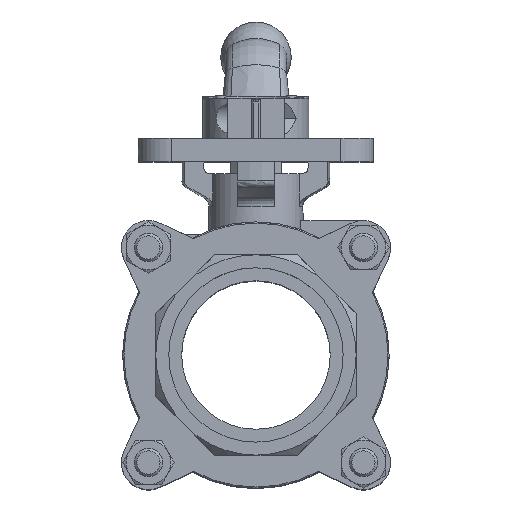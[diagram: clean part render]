
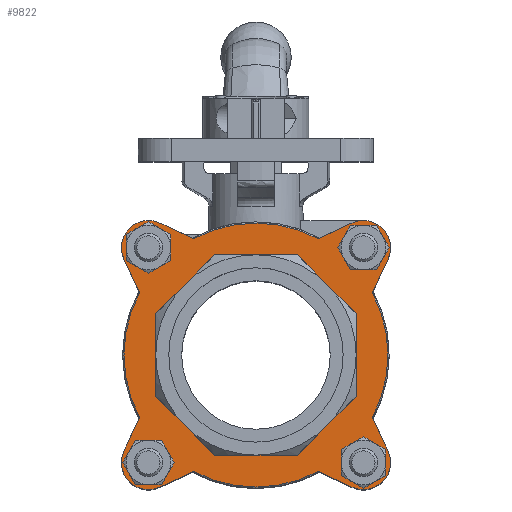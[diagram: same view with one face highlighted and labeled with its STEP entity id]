
A CAD part, top view. The second image highlights one B-rep face of the part: STEP entity #9822.
In plain terms, the highlighted face is planar.
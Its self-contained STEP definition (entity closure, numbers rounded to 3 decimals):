
#141=LINE('',#15189,#776);
#142=LINE('',#15192,#777);
#143=LINE('',#15194,#778);
#144=LINE('',#15196,#779);
#145=LINE('',#15198,#780);
#146=LINE('',#15200,#781);
#147=LINE('',#15202,#782);
#148=LINE('',#15204,#783);
#149=LINE('',#15205,#784);
#150=LINE('',#15210,#785);
#151=LINE('',#15214,#786);
#152=LINE('',#15218,#787);
#153=LINE('',#15222,#788);
#154=LINE('',#15226,#789);
#155=LINE('',#15230,#790);
#156=LINE('',#15234,#791);
#776=VECTOR('',#11881,1000.);
#777=VECTOR('',#11882,1000.);
#778=VECTOR('',#11883,1000.);
#779=VECTOR('',#11884,1000.);
#780=VECTOR('',#11885,1000.);
#781=VECTOR('',#11886,1000.);
#782=VECTOR('',#11887,1000.);
#783=VECTOR('',#11888,1000.);
#784=VECTOR('',#11889,1000.);
#785=VECTOR('',#11892,1000.);
#786=VECTOR('',#11895,1000.);
#787=VECTOR('',#11898,1000.);
#788=VECTOR('',#11901,1000.);
#789=VECTOR('',#11904,1000.);
#790=VECTOR('',#11907,1000.);
#791=VECTOR('',#11910,1000.);
#1503=PLANE('',#10551);
#1867=CIRCLE('',#10552,11.5);
#1868=CIRCLE('',#10553,56.);
#1869=CIRCLE('',#10554,11.5);
#1870=CIRCLE('',#10555,56.);
#1871=CIRCLE('',#10556,11.5);
#1872=CIRCLE('',#10557,56.);
#1873=CIRCLE('',#10558,11.5);
#1874=CIRCLE('',#10559,56.);
#1875=CIRCLE('',#10560,9.25);
#1876=CIRCLE('',#10561,9.25);
#1877=CIRCLE('',#10562,9.25);
#1878=CIRCLE('',#10563,9.25);
#2559=ORIENTED_EDGE('',*,*,#5525,.F.);
#2560=ORIENTED_EDGE('',*,*,#5526,.F.);
#2561=ORIENTED_EDGE('',*,*,#5527,.F.);
#2562=ORIENTED_EDGE('',*,*,#5528,.F.);
#2563=ORIENTED_EDGE('',*,*,#5529,.F.);
#2564=ORIENTED_EDGE('',*,*,#5530,.F.);
#2565=ORIENTED_EDGE('',*,*,#5531,.F.);
#2566=ORIENTED_EDGE('',*,*,#5532,.F.);
#2567=ORIENTED_EDGE('',*,*,#5533,.F.);
#2568=ORIENTED_EDGE('',*,*,#5534,.F.);
#2569=ORIENTED_EDGE('',*,*,#5535,.F.);
#2570=ORIENTED_EDGE('',*,*,#5536,.T.);
#2571=ORIENTED_EDGE('',*,*,#5537,.F.);
#2572=ORIENTED_EDGE('',*,*,#5538,.F.);
#2573=ORIENTED_EDGE('',*,*,#5539,.F.);
#2574=ORIENTED_EDGE('',*,*,#5540,.T.);
#2575=ORIENTED_EDGE('',*,*,#5541,.F.);
#2576=ORIENTED_EDGE('',*,*,#5542,.F.);
#2577=ORIENTED_EDGE('',*,*,#5543,.F.);
#2578=ORIENTED_EDGE('',*,*,#5544,.T.);
#2579=ORIENTED_EDGE('',*,*,#5545,.F.);
#2580=ORIENTED_EDGE('',*,*,#5546,.F.);
#2581=ORIENTED_EDGE('',*,*,#5547,.F.);
#2582=ORIENTED_EDGE('',*,*,#5548,.T.);
#2583=ORIENTED_EDGE('',*,*,#5549,.F.);
#2584=ORIENTED_EDGE('',*,*,#5550,.F.);
#2585=ORIENTED_EDGE('',*,*,#5551,.F.);
#2586=ORIENTED_EDGE('',*,*,#5552,.F.);
#5525=EDGE_CURVE('',#6984,#6985,#141,.T.);
#5526=EDGE_CURVE('',#6986,#6984,#142,.T.);
#5527=EDGE_CURVE('',#6987,#6986,#143,.T.);
#5528=EDGE_CURVE('',#6988,#6987,#144,.T.);
#5529=EDGE_CURVE('',#6989,#6988,#145,.T.);
#5530=EDGE_CURVE('',#6990,#6989,#146,.T.);
#5531=EDGE_CURVE('',#6991,#6990,#147,.T.);
#5532=EDGE_CURVE('',#6985,#6991,#148,.T.);
#5533=EDGE_CURVE('',#6992,#6993,#149,.T.);
#5534=EDGE_CURVE('',#6994,#6992,#1867,.T.);
#5535=EDGE_CURVE('',#6995,#6994,#150,.T.);
#5536=EDGE_CURVE('',#6995,#6996,#1868,.T.);
#5537=EDGE_CURVE('',#6997,#6996,#151,.T.);
#5538=EDGE_CURVE('',#6998,#6997,#1869,.T.);
#5539=EDGE_CURVE('',#6999,#6998,#152,.T.);
#5540=EDGE_CURVE('',#6999,#7000,#1870,.T.);
#5541=EDGE_CURVE('',#7001,#7000,#153,.T.);
#5542=EDGE_CURVE('',#7002,#7001,#1871,.T.);
#5543=EDGE_CURVE('',#7003,#7002,#154,.T.);
#5544=EDGE_CURVE('',#7003,#7004,#1872,.T.);
#5545=EDGE_CURVE('',#7005,#7004,#155,.T.);
#5546=EDGE_CURVE('',#7006,#7005,#1873,.T.);
#5547=EDGE_CURVE('',#7007,#7006,#156,.T.);
#5548=EDGE_CURVE('',#7007,#6993,#1874,.T.);
#5549=EDGE_CURVE('',#7008,#7008,#1875,.F.);
#5550=EDGE_CURVE('',#7009,#7009,#1876,.F.);
#5551=EDGE_CURVE('',#7010,#7010,#1877,.F.);
#5552=EDGE_CURVE('',#7011,#7011,#1878,.F.);
#6984=VERTEX_POINT('',#15190);
#6985=VERTEX_POINT('',#15191);
#6986=VERTEX_POINT('',#15193);
#6987=VERTEX_POINT('',#15195);
#6988=VERTEX_POINT('',#15197);
#6989=VERTEX_POINT('',#15199);
#6990=VERTEX_POINT('',#15201);
#6991=VERTEX_POINT('',#15203);
#6992=VERTEX_POINT('',#15206);
#6993=VERTEX_POINT('',#15207);
#6994=VERTEX_POINT('',#15209);
#6995=VERTEX_POINT('',#15211);
#6996=VERTEX_POINT('',#15213);
#6997=VERTEX_POINT('',#15215);
#6998=VERTEX_POINT('',#15217);
#6999=VERTEX_POINT('',#15219);
#7000=VERTEX_POINT('',#15221);
#7001=VERTEX_POINT('',#15223);
#7002=VERTEX_POINT('',#15225);
#7003=VERTEX_POINT('',#15227);
#7004=VERTEX_POINT('',#15229);
#7005=VERTEX_POINT('',#15231);
#7006=VERTEX_POINT('',#15233);
#7007=VERTEX_POINT('',#15235);
#7008=VERTEX_POINT('',#15238);
#7009=VERTEX_POINT('',#15240);
#7010=VERTEX_POINT('',#15242);
#7011=VERTEX_POINT('',#15244);
#8224=EDGE_LOOP('',(#2559,#2560,#2561,#2562,#2563,#2564,#2565,#2566));
#8225=EDGE_LOOP('',(#2567,#2568,#2569,#2570,#2571,#2572,#2573,#2574,#2575,
#2576,#2577,#2578,#2579,#2580,#2581,#2582));
#8226=EDGE_LOOP('',(#2583));
#8227=EDGE_LOOP('',(#2584));
#8228=EDGE_LOOP('',(#2585));
#8229=EDGE_LOOP('',(#2586));
#8959=FACE_BOUND('',#8224,.T.);
#8960=FACE_BOUND('',#8225,.T.);
#8961=FACE_BOUND('',#8226,.T.);
#8962=FACE_BOUND('',#8227,.T.);
#8963=FACE_BOUND('',#8228,.T.);
#8964=FACE_BOUND('',#8229,.T.);
#9822=ADVANCED_FACE('',(#8959,#8960,#8961,#8962,#8963,#8964),#1503,.F.);
#10551=AXIS2_PLACEMENT_3D('',#15188,#11879,#11880);
#10552=AXIS2_PLACEMENT_3D('',#15208,#11890,#11891);
#10553=AXIS2_PLACEMENT_3D('',#15212,#11893,#11894);
#10554=AXIS2_PLACEMENT_3D('',#15216,#11896,#11897);
#10555=AXIS2_PLACEMENT_3D('',#15220,#11899,#11900);
#10556=AXIS2_PLACEMENT_3D('',#15224,#11902,#11903);
#10557=AXIS2_PLACEMENT_3D('',#15228,#11905,#11906);
#10558=AXIS2_PLACEMENT_3D('',#15232,#11908,#11909);
#10559=AXIS2_PLACEMENT_3D('',#15236,#11911,#11912);
#10560=AXIS2_PLACEMENT_3D('',#15237,#11913,#11914);
#10561=AXIS2_PLACEMENT_3D('',#15239,#11915,#11916);
#10562=AXIS2_PLACEMENT_3D('',#15241,#11917,#11918);
#10563=AXIS2_PLACEMENT_3D('',#15243,#11919,#11920);
#11879=DIRECTION('',(0.,0.,1.));
#11880=DIRECTION('',(1.,0.,0.));
#11881=DIRECTION('',(0.707,-0.707,0.));
#11882=DIRECTION('',(1.,0.,0.));
#11883=DIRECTION('',(0.707,0.707,0.));
#11884=DIRECTION('',(0.,1.,0.));
#11885=DIRECTION('',(-0.707,0.707,0.));
#11886=DIRECTION('',(-1.,0.,0.));
#11887=DIRECTION('',(-0.707,-0.707,0.));
#11888=DIRECTION('',(0.,-1.,0.));
#11889=DIRECTION('',(0.423,-0.906,0.));
#11890=DIRECTION('',(0.,0.,1.));
#11891=DIRECTION('',(1.,0.,0.));
#11892=DIRECTION('',(-0.906,0.423,0.));
#11893=DIRECTION('',(0.,0.,-1.));
#11894=DIRECTION('',(-1.,0.,0.));
#11895=DIRECTION('',(-0.906,-0.423,0.));
#11896=DIRECTION('',(0.,0.,1.));
#11897=DIRECTION('',(1.,0.,0.));
#11898=DIRECTION('',(0.423,0.906,0.));
#11899=DIRECTION('',(0.,0.,-1.));
#11900=DIRECTION('',(-1.,0.,0.));
#11901=DIRECTION('',(-0.423,0.906,0.));
#11902=DIRECTION('',(0.,0.,1.));
#11903=DIRECTION('',(1.,0.,0.));
#11904=DIRECTION('',(0.906,-0.423,0.));
#11905=DIRECTION('',(0.,0.,-1.));
#11906=DIRECTION('',(-1.,0.,0.));
#11907=DIRECTION('',(0.906,0.423,0.));
#11908=DIRECTION('',(0.,0.,1.));
#11909=DIRECTION('',(1.,0.,0.));
#11910=DIRECTION('',(-0.423,-0.906,0.));
#11911=DIRECTION('',(0.,0.,-1.));
#11912=DIRECTION('',(-1.,0.,0.));
#11913=DIRECTION('',(0.,0.,1.));
#11914=DIRECTION('',(1.,0.,0.));
#11915=DIRECTION('',(0.,0.,1.));
#11916=DIRECTION('',(1.,0.,0.));
#11917=DIRECTION('',(0.,0.,1.));
#11918=DIRECTION('',(1.,0.,0.));
#11919=DIRECTION('',(0.,0.,1.));
#11920=DIRECTION('',(1.,0.,0.));
#15188=CARTESIAN_POINT('',(0.,56.5,-53.1));
#15189=CARTESIAN_POINT('',(1.802,58.302,-53.1));
#15190=CARTESIAN_POINT('',(17.604,42.5,-53.1));
#15191=CARTESIAN_POINT('',(42.5,17.604,-53.1));
#15192=CARTESIAN_POINT('',(0.,42.5,-53.1));
#15193=CARTESIAN_POINT('',(-17.604,42.5,-53.1));
#15194=CARTESIAN_POINT('',(-1.802,58.302,-53.1));
#15195=CARTESIAN_POINT('',(-42.5,17.604,-53.1));
#15196=CARTESIAN_POINT('',(-42.5,56.5,-53.1));
#15197=CARTESIAN_POINT('',(-42.5,-17.604,-53.1));
#15198=CARTESIAN_POINT('',(-58.302,-1.802,-53.1));
#15199=CARTESIAN_POINT('',(-17.604,-42.5,-53.1));
#15200=CARTESIAN_POINT('',(0.,-42.5,-53.1));
#15201=CARTESIAN_POINT('',(17.604,-42.5,-53.1));
#15202=CARTESIAN_POINT('',(58.302,-1.802,-53.1));
#15203=CARTESIAN_POINT('',(42.5,-17.604,-53.1));
#15204=CARTESIAN_POINT('',(42.5,56.5,-53.1));
#15205=CARTESIAN_POINT('',(-56.031,40.748,-53.1));
#15206=CARTESIAN_POINT('',(-56.031,40.748,-53.1));
#15207=CARTESIAN_POINT('',(-49.362,26.446,-53.1));
#15208=CARTESIAN_POINT('',(-45.608,45.608,-53.1));
#15209=CARTESIAN_POINT('',(-40.748,56.031,-53.1));
#15210=CARTESIAN_POINT('',(0.,37.03,-53.1));
#15211=CARTESIAN_POINT('',(-26.446,49.362,-53.1));
#15212=CARTESIAN_POINT('',(0.,0.,-53.1));
#15213=CARTESIAN_POINT('',(26.446,49.362,-53.1));
#15214=CARTESIAN_POINT('',(40.748,56.031,-53.1));
#15215=CARTESIAN_POINT('',(40.748,56.031,-53.1));
#15216=CARTESIAN_POINT('',(45.608,45.608,-53.1));
#15217=CARTESIAN_POINT('',(56.031,40.748,-53.1));
#15218=CARTESIAN_POINT('',(37.03,0.,-53.1));
#15219=CARTESIAN_POINT('',(49.362,26.446,-53.1));
#15220=CARTESIAN_POINT('',(0.,0.,-53.1));
#15221=CARTESIAN_POINT('',(49.362,-26.446,-53.1));
#15222=CARTESIAN_POINT('',(56.031,-40.748,-53.1));
#15223=CARTESIAN_POINT('',(56.031,-40.748,-53.1));
#15224=CARTESIAN_POINT('',(45.608,-45.608,-53.1));
#15225=CARTESIAN_POINT('',(40.748,-56.031,-53.1));
#15226=CARTESIAN_POINT('',(0.,-37.03,-53.1));
#15227=CARTESIAN_POINT('',(26.446,-49.362,-53.1));
#15228=CARTESIAN_POINT('',(0.,0.,-53.1));
#15229=CARTESIAN_POINT('',(-26.446,-49.362,-53.1));
#15230=CARTESIAN_POINT('',(-40.748,-56.031,-53.1));
#15231=CARTESIAN_POINT('',(-40.748,-56.031,-53.1));
#15232=CARTESIAN_POINT('',(-45.608,-45.608,-53.1));
#15233=CARTESIAN_POINT('',(-56.031,-40.748,-53.1));
#15234=CARTESIAN_POINT('',(-37.03,0.,-53.1));
#15235=CARTESIAN_POINT('',(-49.362,-26.446,-53.1));
#15236=CARTESIAN_POINT('',(0.,0.,-53.1));
#15237=CARTESIAN_POINT('',(-45.608,45.608,-53.1));
#15238=CARTESIAN_POINT('',(-36.358,45.608,-53.1));
#15239=CARTESIAN_POINT('',(-45.608,-45.608,-53.1));
#15240=CARTESIAN_POINT('',(-36.358,-45.608,-53.1));
#15241=CARTESIAN_POINT('',(45.608,-45.608,-53.1));
#15242=CARTESIAN_POINT('',(54.858,-45.608,-53.1));
#15243=CARTESIAN_POINT('',(45.608,45.608,-53.1));
#15244=CARTESIAN_POINT('',(54.858,45.608,-53.1));
